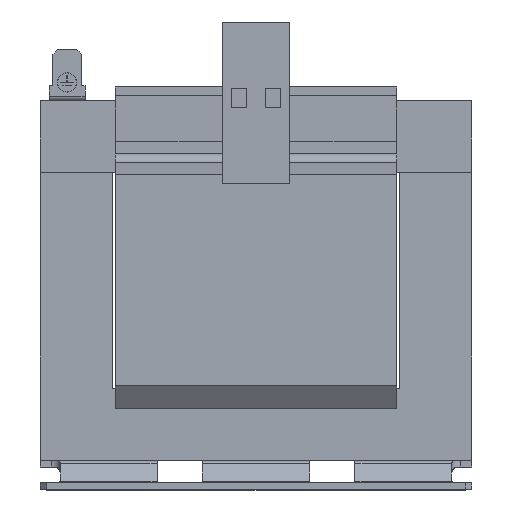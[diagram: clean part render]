
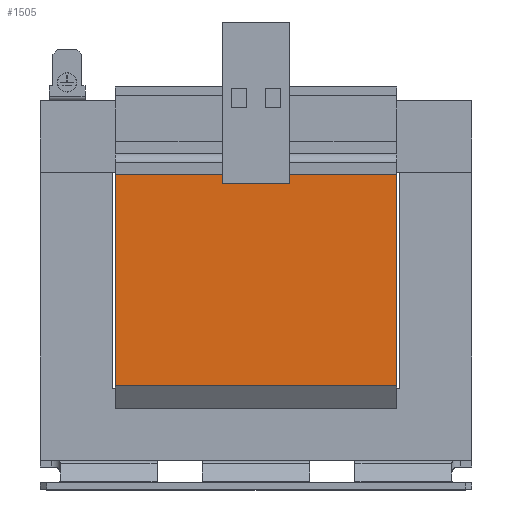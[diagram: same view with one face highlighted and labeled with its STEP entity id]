
A CAD part, top view. The second image highlights one B-rep face of the part: STEP entity #1505.
In plain terms, the highlighted planar face has unit normal (0, 0, 1).
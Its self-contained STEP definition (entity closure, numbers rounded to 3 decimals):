
#119 = EDGE_CURVE ( 'Defeature ausgef�hrt1_23+Defeature ausgef�hrt1_22+Defeature ausgef�hrt1_4+Defeature ausgef�hrt1_5', #4295, #6070, #7688, .T. ) ;
#127 = DIRECTION ( 'NONE',  ( -1., 0., 0. ) ) ;
#235 = ORIENTED_EDGE ( 'NONE', *, *, #6074, .T. ) ;
#310 = CARTESIAN_POINT ( 'NONE',  ( 31.25, 23.5, 36.55 ) ) ;
#459 = AXIS2_PLACEMENT_3D ( 'NONE', #1956, #6346, #5081 ) ;
#761 = CARTESIAN_POINT ( 'NONE',  ( -31.25, 23.5, 36.55 ) ) ;
#859 = CARTESIAN_POINT ( 'NONE',  ( 31.25, 23.5, 36.55 ) ) ;
#1058 = VECTOR ( 'NONE', #2343, 1000. ) ;
#1236 = ORIENTED_EDGE ( 'NONE', *, *, #2969, .T. ) ;
#1505 = ADVANCED_FACE ( 'Defeature ausgef�hrt1_22', ( #5691 ), #6404, .F. ) ;
#1956 = CARTESIAN_POINT ( 'NONE',  ( 31.25, -23.5, 36.55 ) ) ;
#2343 = DIRECTION ( 'NONE',  ( 0., -1., 0. ) ) ;
#2563 = VECTOR ( 'NONE', #7410, 1000. ) ;
#2969 = EDGE_CURVE ( 'Defeature ausgef�hrt1_22+Defeature ausgef�hrt1_5+Defeature ausgef�hrt1_21+Defeature ausgef�hrt1_23', #5360, #6070, #4679, .T. ) ;
#3089 = VECTOR ( 'NONE', #7586, 1000. ) ;
#3193 = CARTESIAN_POINT ( 'NONE',  ( 31.25, -23.5, 36.55 ) ) ;
#3650 = EDGE_CURVE ( 'Defeature ausgef�hrt1_4+Defeature ausgef�hrt1_22+Defeature ausgef�hrt1_21+Defeature ausgef�hrt1_23', #4973, #4295, #4965, .T. ) ;
#3890 = CARTESIAN_POINT ( 'NONE',  ( -31.25, -23.5, 36.55 ) ) ;
#4009 = LINE ( 'NONE', #859, #4423 ) ;
#4295 = VERTEX_POINT ( 'NONE', #3193 ) ;
#4415 = CARTESIAN_POINT ( 'NONE',  ( 31.25, -23.5, 36.55 ) ) ;
#4423 = VECTOR ( 'NONE', #127, 1000. ) ;
#4679 = LINE ( 'NONE', #4950, #1058 ) ;
#4941 = EDGE_LOOP ( 'NONE', ( #1236, #5611, #5961, #235 ) ) ;
#4950 = CARTESIAN_POINT ( 'NONE',  ( -31.25, -23.5, 36.55 ) ) ;
#4965 = LINE ( 'NONE', #4415, #3089 ) ;
#4973 = VERTEX_POINT ( 'NONE', #310 ) ;
#5081 = DIRECTION ( 'NONE',  ( 0., 1., 0. ) ) ;
#5360 = VERTEX_POINT ( 'NONE', #761 ) ;
#5611 = ORIENTED_EDGE ( 'NONE', *, *, #119, .F. ) ;
#5691 = FACE_OUTER_BOUND ( 'NONE', #4941, .T. ) ;
#5961 = ORIENTED_EDGE ( 'NONE', *, *, #3650, .F. ) ;
#6070 = VERTEX_POINT ( 'NONE', #3890 ) ;
#6074 = EDGE_CURVE ( 'Defeature ausgef�hrt1_22+Defeature ausgef�hrt1_21+Defeature ausgef�hrt1_4+Defeature ausgef�hrt1_5', #4973, #5360, #4009, .T. ) ;
#6346 = DIRECTION ( 'NONE',  ( 0., 0., -1. ) ) ;
#6404 = PLANE ( 'NONE',  #459 ) ;
#7355 = CARTESIAN_POINT ( 'NONE',  ( 31.25, -23.5, 36.55 ) ) ;
#7410 = DIRECTION ( 'NONE',  ( -1., 0., 0. ) ) ;
#7586 = DIRECTION ( 'NONE',  ( 0., -1., 0. ) ) ;
#7688 = LINE ( 'NONE', #7355, #2563 ) ;
